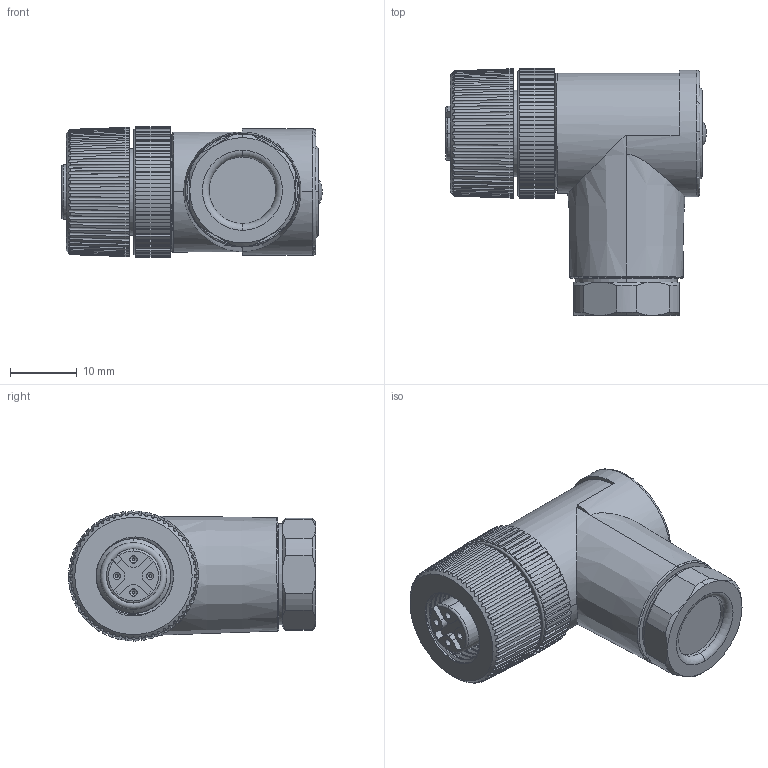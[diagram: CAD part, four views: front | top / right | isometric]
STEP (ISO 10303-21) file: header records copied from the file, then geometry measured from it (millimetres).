
FILE_DESCRIPTION(/* description */ (''),/* implementation_level */ '2;1');
FILE_NAME(/* name */ 'ELK4111-0-7.stp',/* time_stamp */ '2023-03-23T15:44:09+08:00',/* author */ (''),/* organization */ (''),/* preprocessor_version */ 'ST-DEVELOPER v16',/* originating_system */ 'SIEMENS PLM Software NX 10.0',/* authorisation */ '');
FILE_SCHEMA (('AP203_CONFIGURATION_CONTROLLED_3D_DESIGN_OF_MECHANICAL_PARTS_AND_ASSEMBLIES_MIM_LF { 1 0 10303 403 2 1 2}'));
Length unit declared in the file: millimetre
Products named in the file (1): dell3CF8548Dykq9
Bounding box: 39.08 x 37.05 x 19.5 mm (x, y, z)
Volume: 13860 mm3; surface area: 5484.2 mm2
Topology: 1 solids, 1 shells, 544 faces, 1462 edges, 938 vertices
Faces by surface type: plane 226, cylinder 214, cone 85, torus 13, bspline 5, sphere 1
Full cylindrical faces by diameter (mm): 1.1 x4, 1.58 x4, 11.2 x7, 13 x1
Entity records: 20663 total; most frequent: CARTESIAN_POINT 7430, ORIENTED_EDGE 2818, DIRECTION 2737, EDGE_CURVE 1409, AXIS2_PLACEMENT_3D 1092, VERTEX_POINT 909, EDGE_LOOP 572, LINE 553
